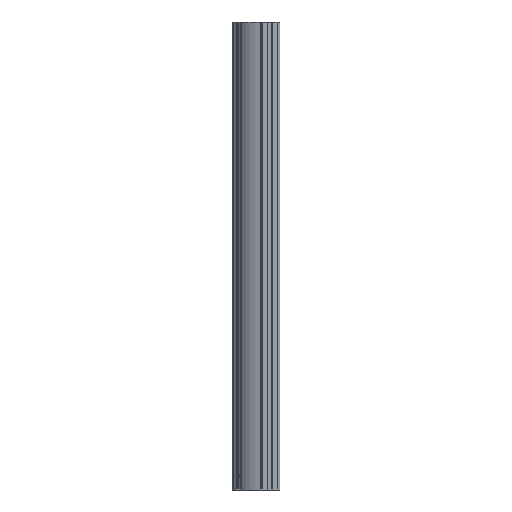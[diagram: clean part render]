
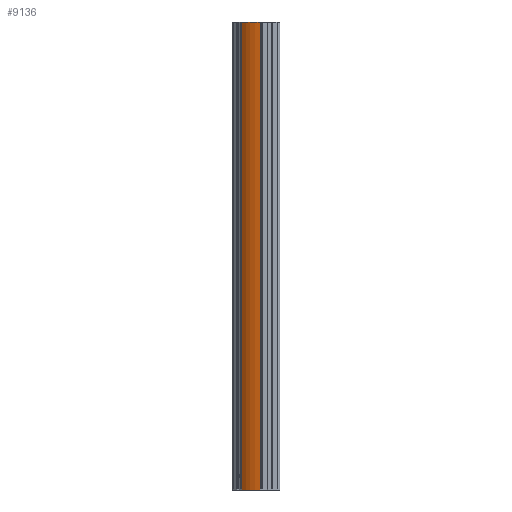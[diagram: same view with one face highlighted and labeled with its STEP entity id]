
A CAD part, left-side view. The second image highlights one B-rep face of the part: STEP entity #9136.
In plain terms, the highlighted cylindrical face has radius 80 mm (diameter 160 mm), a partial arc.
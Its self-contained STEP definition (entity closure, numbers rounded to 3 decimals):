
#416=CARTESIAN_POINT('',(16.797,25.121,0.));
#417=DIRECTION('',(0.,0.,1.));
#418=DIRECTION('',(-0.707,0.707,0.));
#419=AXIS2_PLACEMENT_3D('',#416,#417,#418);
#2078=CARTESIAN_POINT('',(16.797,25.121,-1000.));
#2079=DIRECTION('',(0.,0.,1.));
#2080=DIRECTION('',(-0.707,0.707,0.));
#2081=AXIS2_PLACEMENT_3D('',#2078,#2079,#2080);
#3544=DIRECTION('',(0.,0.,-1.));
#3545=VECTOR('',#3544,1000.);
#3546=CARTESIAN_POINT('',(-61.314,42.404,0.));
#3547=LINE('',#3546,#3545);
#3548=DIRECTION('',(0.,0.,-1.));
#3549=VECTOR('',#3548,1000.);
#3550=CARTESIAN_POINT('',(-39.772,81.689,0.));
#3551=LINE('',#3550,#3549);
#4925=CARTESIAN_POINT('',(-39.772,81.689,0.));
#4927=VERTEX_POINT('',#4925);
#4933=CARTESIAN_POINT('',(-39.772,81.689,-1000.));
#4935=VERTEX_POINT('',#4933);
#5073=CARTESIAN_POINT('',(-61.314,42.404,-1000.));
#5075=VERTEX_POINT('',#5073);
#5076=CARTESIAN_POINT('',(-61.314,42.404,0.));
#5077=VERTEX_POINT('',#5076);
#9124=CARTESIAN_POINT('',(16.797,25.121,0.));
#9125=DIRECTION('',(0.,0.,1.));
#9126=DIRECTION('',(1.,0.,0.));
#9127=AXIS2_PLACEMENT_3D('',#9124,#9125,#9126);
#9128=CYLINDRICAL_SURFACE('',#9127,80.);
#9130=ORIENTED_EDGE('',*,*,#9129,.T.);
#9131=ORIENTED_EDGE('',*,*,#6597,.F.);
#9132=ORIENTED_EDGE('',*,*,#9117,.F.);
#9133=ORIENTED_EDGE('',*,*,#5715,.T.);
#9134=EDGE_LOOP('',(#9130,#9131,#9132,#9133));
#9135=FACE_OUTER_BOUND('',#9134,.F.);
#9136=ADVANCED_FACE('',(#9135),#9128,.T.);
#420=CIRCLE('',#419,80.);
#2082=CIRCLE('',#2081,80.);
#5715=EDGE_CURVE('',#4927,#5077,#420,.T.);
#6597=EDGE_CURVE('',#4935,#5075,#2082,.T.);
#9117=EDGE_CURVE('',#4927,#4935,#3551,.T.);
#9129=EDGE_CURVE('',#5077,#5075,#3547,.T.);
